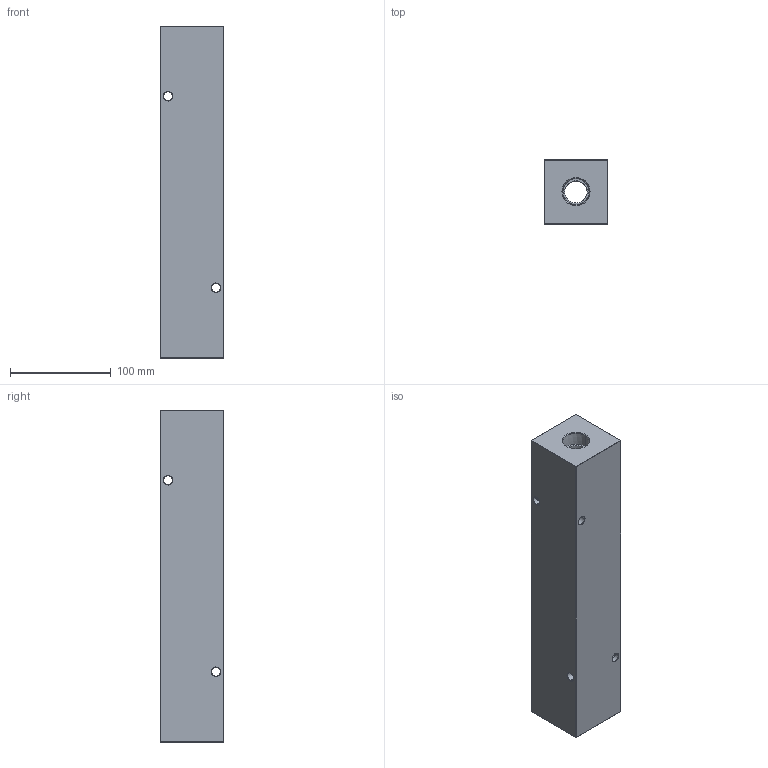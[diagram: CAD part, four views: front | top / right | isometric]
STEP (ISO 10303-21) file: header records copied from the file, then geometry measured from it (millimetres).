
FILE_DESCRIPTION (( 'STEP AP203' ), '1' );
FILE_NAME ('HM-5-90-P-12-8.STEP', '2020-10-30T14:07:33', ( '' ), ( '' ), 'SwSTEP 2.0', 'SolidWorks 2019', '' );
FILE_SCHEMA (( 'CONFIG_CONTROL_DESIGN' ));
Length unit declared in the file: inch
Products named in the file (1): HM-5-90-P-12-8
Bounding box: 63.5 x 63.5 x 330.2 mm (x, y, z)
Volume: 1117848.1 mm3; surface area: 128579.6 mm2
Topology: 1 solids, 1 shells, 534 faces, 1403 edges, 916 vertices
Faces by surface type: plane 253, bspline 199, cone 44, cylinder 38
Entity records: 26930 total; most frequent: CARTESIAN_POINT 15014, ORIENTED_EDGE 2806, DIRECTION 1742, EDGE_CURVE 1403, VERTEX_POINT 916, LINE 838, VECTOR 838, EDGE_LOOP 613
